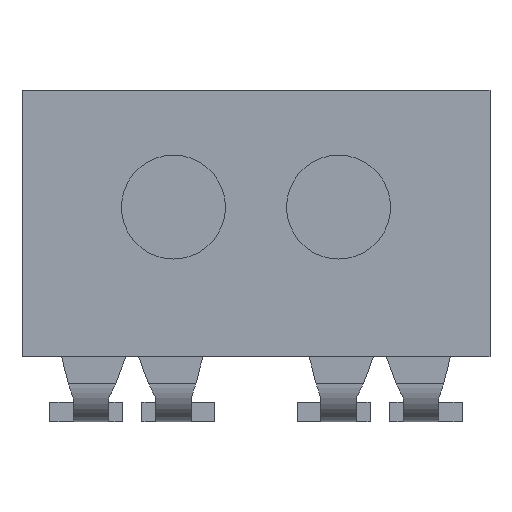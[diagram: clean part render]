
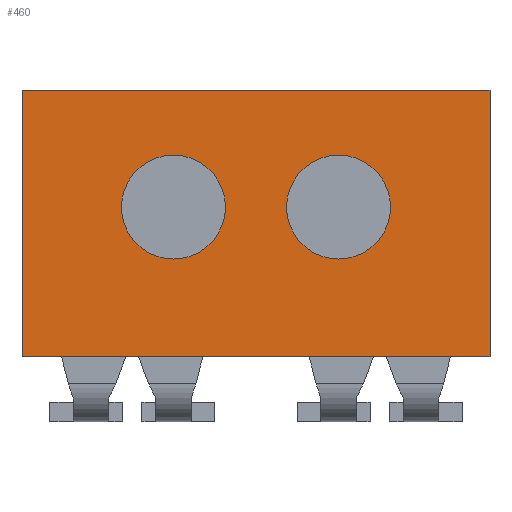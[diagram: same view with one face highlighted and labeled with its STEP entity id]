
A CAD part, top view. The second image highlights one B-rep face of the part: STEP entity #460.
In plain terms, the highlighted planar face has unit normal (0, 0, 1).
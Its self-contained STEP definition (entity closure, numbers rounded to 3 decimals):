
#2 = VECTOR ( 'NONE', #1976, 1000. ) ;
#3 = VECTOR ( 'NONE', #1913, 1000. ) ;
#4 = VECTOR ( 'NONE', #1932, 1000. ) ;
#7 = CIRCLE ( 'NONE', #8, 0.8 ) ;
#8 = AXIS2_PLACEMENT_3D ( 'NONE', #1949, #1947, #1946 ) ;
#79 = CIRCLE ( 'NONE', #82, 0.8 ) ;
#82 = AXIS2_PLACEMENT_3D ( 'NONE', #2389, #2388, #2387 ) ;
#117 = VECTOR ( 'NONE', #1993, 1000. ) ;
#432 = EDGE_CURVE ( 'NONE', #3799, #3798, #3445, .T. ) ;
#460 = ADVANCED_FACE ( 'NONE', ( #1705, #1690, #1706 ), #1769, .F. ) ;
#693 = EDGE_CURVE ( 'NONE', #4138, #3807, #2082, .T. ) ;
#694 = EDGE_CURVE ( 'NONE', #4138, #4076, #2073, .T. ) ;
#695 = EDGE_CURVE ( 'NONE', #4076, #4082, #1908, .T. ) ;
#696 = EDGE_CURVE ( 'NONE', #4089, #3813, #7, .T. ) ;
#770 = EDGE_CURVE ( 'NONE', #3813, #4089, #79, .T. ) ;
#787 = EDGE_CURVE ( 'NONE', #3807, #4082, #2003, .T. ) ;
#797 = EDGE_CURVE ( 'NONE', #3798, #3799, #861, .T. ) ;
#860 = AXIS2_PLACEMENT_3D ( 'NONE', #1660, #1663, #1657 ) ;
#861 = CIRCLE ( 'NONE', #860, 0.8 ) ;
#1071 = AXIS2_PLACEMENT_3D ( 'NONE', #1700, #1748, #1704 ) ;
#1122 = CARTESIAN_POINT ( 'NONE',  ( 3.6, 0.85, 0.3 ) ) ;
#1128 = CARTESIAN_POINT ( 'NONE',  ( -1.27, 3.95, 0.3 ) ) ;
#1136 = CARTESIAN_POINT ( 'NONE',  ( -3.6, 0.85, 0.3 ) ) ;
#1144 = CARTESIAN_POINT ( 'NONE',  ( 1.27, 3.95, 0.3 ) ) ;
#1162 = CARTESIAN_POINT ( 'NONE',  ( 3.6, 4.95, 0.3 ) ) ;
#1172 = CARTESIAN_POINT ( 'NONE',  ( -1.27, 2.35, 0.3 ) ) ;
#1197 = CARTESIAN_POINT ( 'NONE',  ( -3.6, 4.95, 0.3 ) ) ;
#1231 = CARTESIAN_POINT ( 'NONE',  ( 1.27, 2.35, 0.3 ) ) ;
#1657 = DIRECTION ( 'NONE',  ( -1., 0., 0. ) ) ;
#1660 = CARTESIAN_POINT ( 'NONE',  ( 1.27, 3.15, 0.3 ) ) ;
#1663 = DIRECTION ( 'NONE',  ( 0., 0., -1. ) ) ;
#1690 = FACE_OUTER_BOUND ( 'NONE', #2800, .T. ) ;
#1700 = CARTESIAN_POINT ( 'NONE',  ( 3.6, 4.95, 0.3 ) ) ;
#1704 = DIRECTION ( 'NONE',  ( -1., 0., 0. ) ) ;
#1705 = FACE_BOUND ( 'NONE', #2789, .T. ) ;
#1706 = FACE_BOUND ( 'NONE', #3207, .T. ) ;
#1748 = DIRECTION ( 'NONE',  ( 0., 0., -1. ) ) ;
#1769 = PLANE ( 'NONE',  #1071 ) ;
#1906 = CARTESIAN_POINT ( 'NONE',  ( 3.6, 4.95, 0.3 ) ) ;
#1908 = LINE ( 'NONE', #1906, #3 ) ;
#1913 = DIRECTION ( 'NONE',  ( 0., -1., 0. ) ) ;
#1932 = DIRECTION ( 'NONE',  ( 1., 0., 0. ) ) ;
#1946 = DIRECTION ( 'NONE',  ( -1., 0., 0. ) ) ;
#1947 = DIRECTION ( 'NONE',  ( 0., 0., -1. ) ) ;
#1949 = CARTESIAN_POINT ( 'NONE',  ( -1.27, 3.15, 0.3 ) ) ;
#1976 = DIRECTION ( 'NONE',  ( 0., -1., 0. ) ) ;
#1993 = DIRECTION ( 'NONE',  ( 1., 0., 0. ) ) ;
#2000 = CARTESIAN_POINT ( 'NONE',  ( 3.6, 0.85, 0.3 ) ) ;
#2003 = LINE ( 'NONE', #2000, #117 ) ;
#2073 = LINE ( 'NONE', #2317, #4 ) ;
#2082 = LINE ( 'NONE', #2316, #2 ) ;
#2316 = CARTESIAN_POINT ( 'NONE',  ( -3.6, 4.95, 0.3 ) ) ;
#2317 = CARTESIAN_POINT ( 'NONE',  ( 3.6, 4.95, 0.3 ) ) ;
#2387 = DIRECTION ( 'NONE',  ( -1., 0., 0. ) ) ;
#2388 = DIRECTION ( 'NONE',  ( 0., 0., -1. ) ) ;
#2389 = CARTESIAN_POINT ( 'NONE',  ( -1.27, 3.15, 0.3 ) ) ;
#2670 = CARTESIAN_POINT ( 'NONE',  ( 1.27, 3.15, 0.3 ) ) ;
#2673 = DIRECTION ( 'NONE',  ( -1., 0., 0. ) ) ;
#2674 = DIRECTION ( 'NONE',  ( 0., 0., -1. ) ) ;
#2789 = EDGE_LOOP ( 'NONE', ( #3141, #2808 ) ) ;
#2800 = EDGE_LOOP ( 'NONE', ( #3005, #3836, #2911, #3887 ) ) ;
#2808 = ORIENTED_EDGE ( 'NONE', *, *, #696, .T. ) ;
#2911 = ORIENTED_EDGE ( 'NONE', *, *, #694, .F. ) ;
#3005 = ORIENTED_EDGE ( 'NONE', *, *, #787, .T. ) ;
#3129 = ORIENTED_EDGE ( 'NONE', *, *, #432, .T. ) ;
#3141 = ORIENTED_EDGE ( 'NONE', *, *, #770, .T. ) ;
#3207 = EDGE_LOOP ( 'NONE', ( #3129, #3902 ) ) ;
#3426 = AXIS2_PLACEMENT_3D ( 'NONE', #2670, #2674, #2673 ) ;
#3445 = CIRCLE ( 'NONE', #3426, 0.8 ) ;
#3798 = VERTEX_POINT ( 'NONE', #1144 ) ;
#3799 = VERTEX_POINT ( 'NONE', #1231 ) ;
#3807 = VERTEX_POINT ( 'NONE', #1136 ) ;
#3813 = VERTEX_POINT ( 'NONE', #1172 ) ;
#3836 = ORIENTED_EDGE ( 'NONE', *, *, #695, .F. ) ;
#3887 = ORIENTED_EDGE ( 'NONE', *, *, #693, .T. ) ;
#3902 = ORIENTED_EDGE ( 'NONE', *, *, #797, .T. ) ;
#4076 = VERTEX_POINT ( 'NONE', #1162 ) ;
#4082 = VERTEX_POINT ( 'NONE', #1122 ) ;
#4089 = VERTEX_POINT ( 'NONE', #1128 ) ;
#4138 = VERTEX_POINT ( 'NONE', #1197 ) ;
